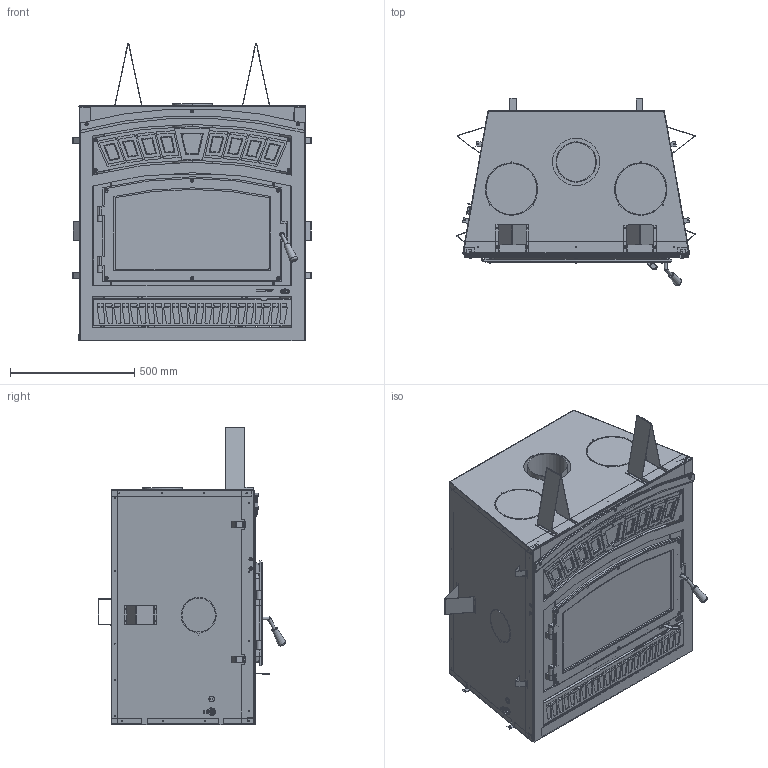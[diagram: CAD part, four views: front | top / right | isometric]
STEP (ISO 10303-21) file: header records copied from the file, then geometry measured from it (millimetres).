
FILE_DESCRIPTION( ( 'Unknown' ), '1' );
FILE_NAME( 'FP10-CAD.stp', 'Unknown', ( 'Jean-Philippe Alain' ), ( 'SBI' ), 'PSStep 15.0.49', 'Unknown', ' ' );
FILE_SCHEMA( ( 'AUTOMOTIVE_DESIGN { 1 0 10303 214 1 1 1 1 }' ) );
Length unit declared in the file: inch
Products named in the file (99): 22137; 22138; 22140; PL63758; PL63759; PL63757; pl63801; PL63853; pl63805; INTERFAST; PL63806; PL63807; PL63807-oa4; PL63807-oa5; PL63807-oa6; PL63807-oa7; PL63807-oa8; PL63807-oa9; PL63807-oa10; PL63852; PL63804; 30173; 30173-oa0; 30173-oa1; PL63802; PL63803; PL63808; PL63800; PL63809; PL63810; PL63811; 30096; 30096-oa11; 30096-oa12; 30096-oa13; PL63770; 30667; PL53010; PL63755; PL63754 ...
Bounding box: 960.7 x 754.14 x 1197.02 mm (x, y, z)
Volume: 31839295.6 mm3; surface area: 15822670.5 mm2
Topology: 96 solids, 99 shells, 4335 faces, 12187 edges, 8061 vertices
Faces by surface type: plane 2443, cylinder 1643, cone 135, bspline 65, torus 44, extrusion 4, sphere 1
Full cylindrical faces by diameter (mm): 2.381 x2, 3.175 x27, 3.183 x1, 3.556 x93, 3.962 x93, 3.967 x2, 3.969 x2, 3.975 x2, 4.191 x5, 4.572 x2, 4.762 x1, 4.775 x13, 4.826 x2, 5.08 x2, 5.156 x14, 5.207 x4, 5.563 x4, 6.198 x10, 6.325 x10, 6.35 x37, 6.747 x1, 7.137 x6, 7.925 x14, 7.938 x1, 8.56 x1, 8.611 x10, 8.89 x1, 9.525 x6, 9.652 x4, 10.16 x1
Entity records: 178265 total; most frequent: CARTESIAN_POINT 29173, DIRECTION 23792, ORIENTED_EDGE 22816, EDGE_CURVE 11414, AXIS2_PLACEMENT_3D 8163, VERTEX_POINT 7766, VECTOR 7466, LINE 7462
